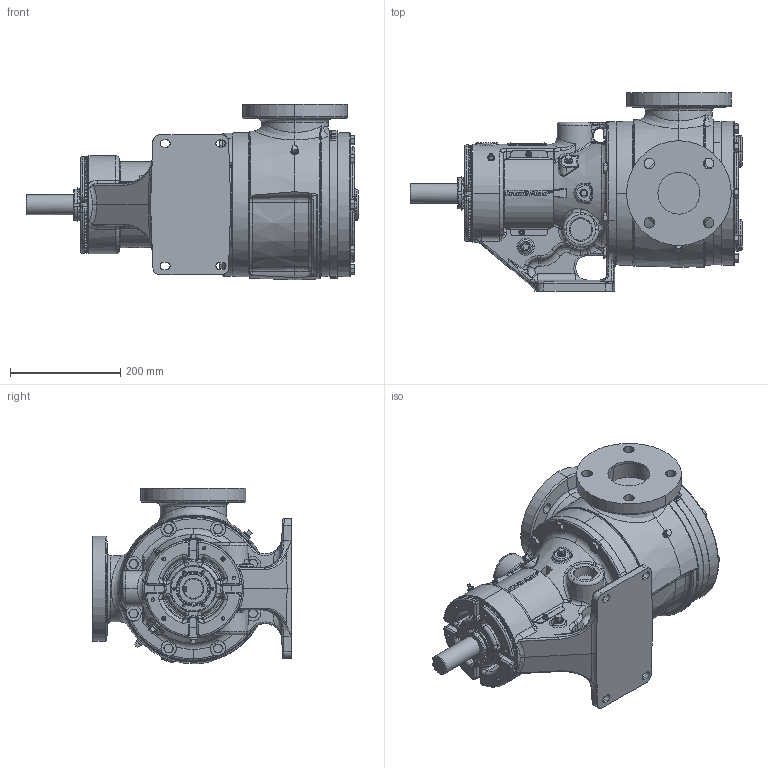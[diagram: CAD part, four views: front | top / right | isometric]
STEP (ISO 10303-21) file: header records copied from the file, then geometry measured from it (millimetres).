
FILE_DESCRIPTION (( 'STEP AP214' ), '1' );
FILE_NAME ('LV-4767.step', '2025-12-05T04:59:41', ( '' ), ( '' ), 'SwSTEP 2.0', 'SolidWorks 2024', '' );
FILE_SCHEMA (( 'AUTOMOTIVE_DESIGN' ));
Length unit declared in the file: inch
Products named in the file (1): LV-4767
Bounding box: 603.42 x 360.43 x 319.02 mm (x, y, z)
Volume: 20394919.4 mm3; surface area: 924577.7 mm2
Topology: 1 solids, 1 shells, 4011 faces, 10279 edges, 6392 vertices
Faces by surface type: plane 1316, bspline 1145, cylinder 748, cone 620, torus 132, sphere 50
Entity records: 184856 total; most frequent: CARTESIAN_POINT 97057, ORIENTED_EDGE 20380, DIRECTION 15148, EDGE_CURVE 10190, VERTEX_POINT 6389, AXIS2_PLACEMENT_3D 5615, EDGE_LOOP 4259, ADVANCED_FACE 4011
